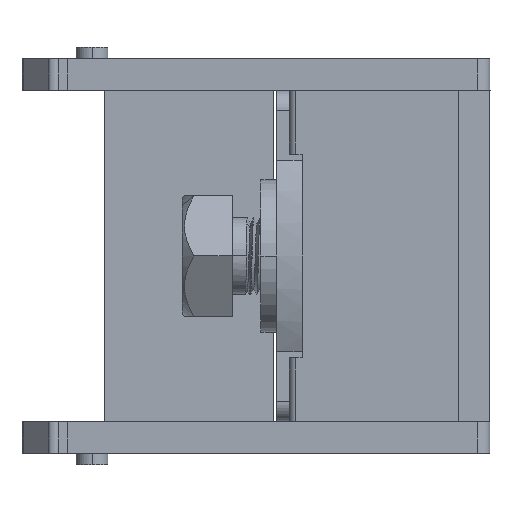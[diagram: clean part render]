
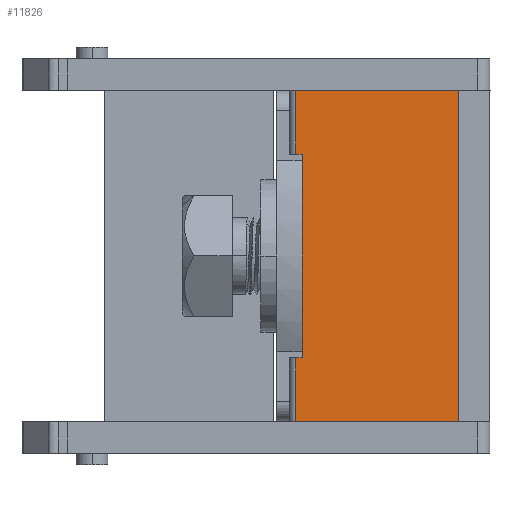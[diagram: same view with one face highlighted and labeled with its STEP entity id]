
A CAD part, left-side view. The second image highlights one B-rep face of the part: STEP entity #11826.
In plain terms, the highlighted planar face has unit normal (-1, 0.018, 0).
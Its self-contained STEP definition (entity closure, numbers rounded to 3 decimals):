
#1329=DIRECTION('',(-0.017,-1.,0.));
#1330=VECTOR('',#1329,25.521);
#1331=CARTESIAN_POINT('',(-42.555,26.017,-26.));
#1332=LINE('',#1331,#1330);
#1837=DIRECTION('',(0.,0.,-1.));
#1838=VECTOR('',#1837,8.112);
#1839=CARTESIAN_POINT('',(-42.572,25.,16.));
#1840=LINE('',#1839,#1838);
#2187=DIRECTION('',(0.017,1.,0.));
#2188=VECTOR('',#2187,25.521);
#2189=CARTESIAN_POINT('',(-43.,0.5,26.));
#2190=LINE('',#2189,#2188);
#2348=DIRECTION('',(0.017,1.,0.));
#2349=VECTOR('',#2348,1.018);
#2350=CARTESIAN_POINT('',(-42.572,25.,16.));
#2351=LINE('',#2350,#2349);
#2352=DIRECTION('',(0.,0.,-1.));
#2353=VECTOR('',#2352,52.);
#2354=CARTESIAN_POINT('',(-43.,0.5,26.));
#2355=LINE('',#2354,#2353);
#2366=DIRECTION('',(0.,0.,-1.));
#2367=VECTOR('',#2366,15.776);
#2368=CARTESIAN_POINT('',(-42.572,25.,7.888));
#2369=LINE('',#2368,#2367);
#2388=DIRECTION('',(0.,0.,-1.));
#2389=VECTOR('',#2388,8.112);
#2390=CARTESIAN_POINT('',(-42.572,25.,
-7.888));
#2391=LINE('',#2390,#2389);
#2404=DIRECTION('',(0.017,1.,0.));
#2405=VECTOR('',#2404,1.018);
#2406=CARTESIAN_POINT('',(-42.572,25.,-16.));
#2407=LINE('',#2406,#2405);
#2413=DIRECTION('',(0.,0.,-1.));
#2414=VECTOR('',#2413,10.);
#2415=CARTESIAN_POINT('',(-42.555,26.017,-16.));
#2416=LINE('',#2415,#2414);
#2462=DIRECTION('',(0.,0.,-1.));
#2463=VECTOR('',#2462,10.);
#2464=CARTESIAN_POINT('',(-42.555,26.017,26.));
#2465=LINE('',#2464,#2463);
#8725=CARTESIAN_POINT('',(-42.555,26.017,-26.));
#8726=VERTEX_POINT('',#8725);
#8727=CARTESIAN_POINT('',(-43.,0.5,-26.));
#8728=VERTEX_POINT('',#8727);
#8862=CARTESIAN_POINT('',(-42.572,25.,
-7.888));
#8863=VERTEX_POINT('',#8862);
#8864=CARTESIAN_POINT('',(-42.572,25.,-16.));
#8865=VERTEX_POINT('',#8864);
#8882=CARTESIAN_POINT('',(-42.572,25.,16.));
#8883=VERTEX_POINT('',#8882);
#8884=CARTESIAN_POINT('',(-42.572,25.,7.888));
#8885=VERTEX_POINT('',#8884);
#9095=CARTESIAN_POINT('',(-43.,0.5,26.));
#9096=VERTEX_POINT('',#9095);
#9097=CARTESIAN_POINT('',(-42.555,26.017,26.));
#9098=VERTEX_POINT('',#9097);
#9119=CARTESIAN_POINT('',(-42.555,26.017,16.));
#9120=VERTEX_POINT('',#9119);
#9121=CARTESIAN_POINT('',(-42.555,26.017,-16.));
#9122=VERTEX_POINT('',#9121);
#11803=CARTESIAN_POINT('',(-43.,0.5,-26.));
#11804=DIRECTION('',(1.,-0.017,0.));
#11805=DIRECTION('',(0.017,1.,0.));
#11806=AXIS2_PLACEMENT_3D('',#11803,#11804,#11805);
#11807=PLANE('',#11806);
#11809=ORIENTED_EDGE('',*,*,#11808,.F.);
#11810=ORIENTED_EDGE('',*,*,#11184,.F.);
#11812=ORIENTED_EDGE('',*,*,#11811,.T.);
#11814=ORIENTED_EDGE('',*,*,#11813,.F.);
#11815=ORIENTED_EDGE('',*,*,#11501,.F.);
#11816=ORIENTED_EDGE('',*,*,#11796,.T.);
#11817=ORIENTED_EDGE('',*,*,#10779,.F.);
#11819=ORIENTED_EDGE('',*,*,#11818,.F.);
#11821=ORIENTED_EDGE('',*,*,#11820,.F.);
#11823=ORIENTED_EDGE('',*,*,#11822,.F.);
#11824=EDGE_LOOP('',(#11809,#11810,#11812,#11814,#11815,#11816,#11817,#11819,
#11821,#11823));
#11825=FACE_OUTER_BOUND('',#11824,.F.);
#11826=ADVANCED_FACE('',(#11825),#11807,.F.);
#10779=EDGE_CURVE('',#8726,#8728,#1332,.T.);
#11184=EDGE_CURVE('',#8883,#8885,#1840,.T.);
#11501=EDGE_CURVE('',#9096,#9098,#2190,.T.);
#11796=EDGE_CURVE('',#9096,#8728,#2355,.T.);
#11808=EDGE_CURVE('',#8885,#8863,#2369,.T.);
#11811=EDGE_CURVE('',#8883,#9120,#2351,.T.);
#11813=EDGE_CURVE('',#9098,#9120,#2465,.T.);
#11818=EDGE_CURVE('',#9122,#8726,#2416,.T.);
#11820=EDGE_CURVE('',#8865,#9122,#2407,.T.);
#11822=EDGE_CURVE('',#8863,#8865,#2391,.T.);
